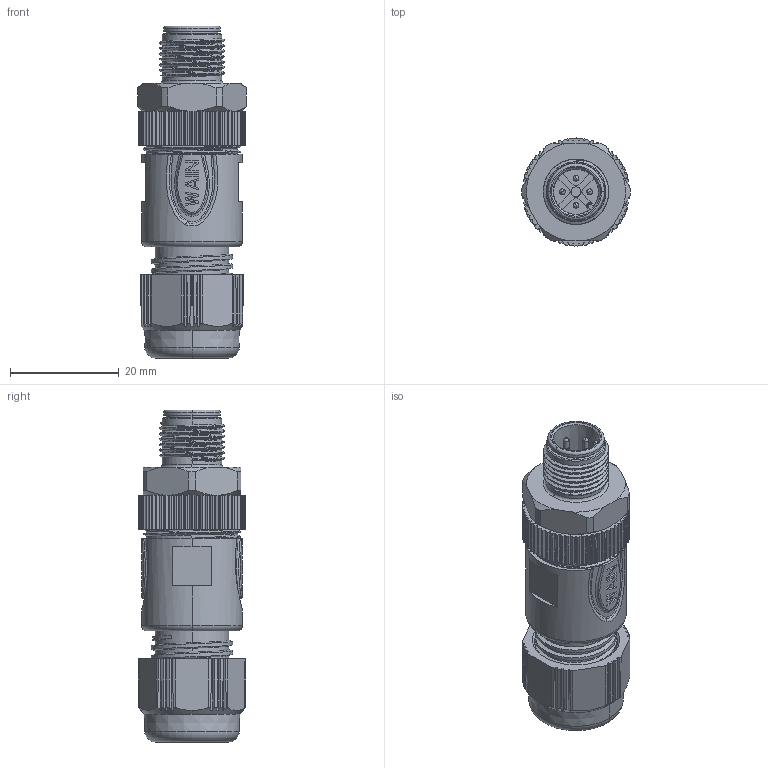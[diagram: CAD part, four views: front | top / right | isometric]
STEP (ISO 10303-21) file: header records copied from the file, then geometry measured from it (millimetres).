
FILE_DESCRIPTION((''),'2;1');
FILE_NAME('3D_1630044113202_M12S-M04A-T-D8','2017-06-23T',('y.wang'),(''),'PRO/ENGINEER BY PARAMETRIC TECHNOLOGY CORPORATION, 2012480','PRO/ENGINEER BY PARAMETRIC TECHNOLOGY CORPORATION, 2012480','');
FILE_SCHEMA(('CONFIG_CONTROL_DESIGN'));
Products named in the file (1): 3D_1630044113202_M12S-M04A-T-D8
Bounding box: 20 x 19.8 x 61 mm (x, y, z)
Volume: 9131.2 mm3; surface area: 12993.7 mm2
Topology: 1 solids, 1 shells, 1461 faces, 4476 edges, 3005 vertices
Faces by surface type: plane 560, cylinder 431, bspline 162, cone 151, torus 83, extrusion 66, sphere 8
Entity records: 78776 total; most frequent: CARTESIAN_POINT 40906, ORIENTED_EDGE 8920, DIRECTION 6677, EDGE_CURVE 4460, VERTEX_POINT 3005, AXIS2_PLACEMENT_3D 2453, VECTOR 1771, LINE 1705
